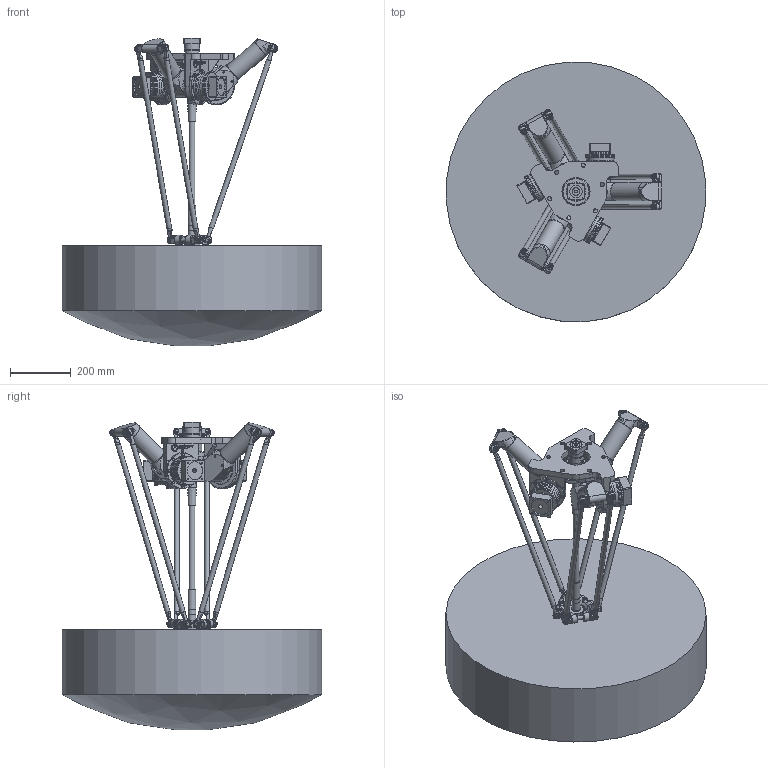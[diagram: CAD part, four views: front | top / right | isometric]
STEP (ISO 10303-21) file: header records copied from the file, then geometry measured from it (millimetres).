
FILE_DESCRIPTION(/* description */ ('Norm.iam Teamplte'),/* implementation_level */ '2;1');
FILE_NAME(/* name */ '3D-model_A_00879-MV.stp',/* time_stamp */ '2024-03-06T17:47:37+01:00',/* author */ ('michael.schutter'),/* organization */ (''),/* preprocessor_version */ 'ST-DEVELOPER v19.2',/* originating_system */ 'Autodesk Inventor 2023',/* authorisation */ '');
FILE_SCHEMA (('AUTOMOTIVE_DESIGN { 1 0 10303 214 3 1 1 }'));
Products named in the file (13): A_00879-MV_DUMMY DELTA Robotermechanik; MT_BGR00107588 Dummy Roboterbasis; MT_WST00107543 Getriebe; MT_WST00112330 Dummy Kopfplatte; MT_WST00055542MT_WST; MT_WST00106085 Arbeitsbereich; MT_WST00109246 Dummy Oberarm; MT_WST00101401; MT_WST00108570; MT_WST00108568 Dummy Teleskop unten; MT_WST00108567 Dummy Teleskop Oben; MT_WST00101752; MT_WST00101753 Dummy ISO Flansch
Assembly tree (26 placements, depth 3):
  A_00879-MV_DUMMY DELTA Robotermechanik
    MT_BGR00107588 Dummy Roboterbasis
      MT_WST00107543 Getriebe
      MT_WST00112330 Dummy Kopfplatte
      MT_WST00055542MT_WST  x3
    MT_WST00106085 Arbeitsbereich
    MT_WST00109246 Dummy Oberarm  x3
    MT_WST00101401  x6
    MT_WST00108570  x6
    MT_WST00108568 Dummy Teleskop unten
    MT_WST00108567 Dummy Teleskop Oben
    MT_WST00101752
    MT_WST00101753 Dummy ISO Flansch
Bounding box: 857.88 x 857.88 x 1017.49 mm (x, y, z)
Volume: 168619790.2 mm3; surface area: 2847862.6 mm2
Topology: 25 solids, 25 shells, 2632 faces, 6209 edges, 3973 vertices
Faces by surface type: plane 1430, cylinder 786, cone 238, torus 117, bspline 56, sphere 5
Full cylindrical faces by diameter (mm): 1.7 x2, 3.242 x4, 3.3 x5, 4.917 x25, 5.188 x24, 6 x1, 8 x36, 8.5 x24, 9 x3, 9.013 x1, 10 x7, 11.6 x1, 12 x30, 13.5 x6, 14 x3, 15.98 x12, 16 x30, 17 x1, 18 x24, 19 x1, 20 x6, 21 x1, 25 x5, 25.8 x1, 28 x1, 35 x2, 41 x1, 50 x4, 53 x1, 53.5 x2
Entity records: 52697 total; most frequent: CARTESIAN_POINT 16451, DIRECTION 7434, ORIENTED_EDGE 7082, EDGE_CURVE 3541, AXIS2_PLACEMENT_3D 2646, VERTEX_POINT 2305, LINE 2142, VECTOR 2142
